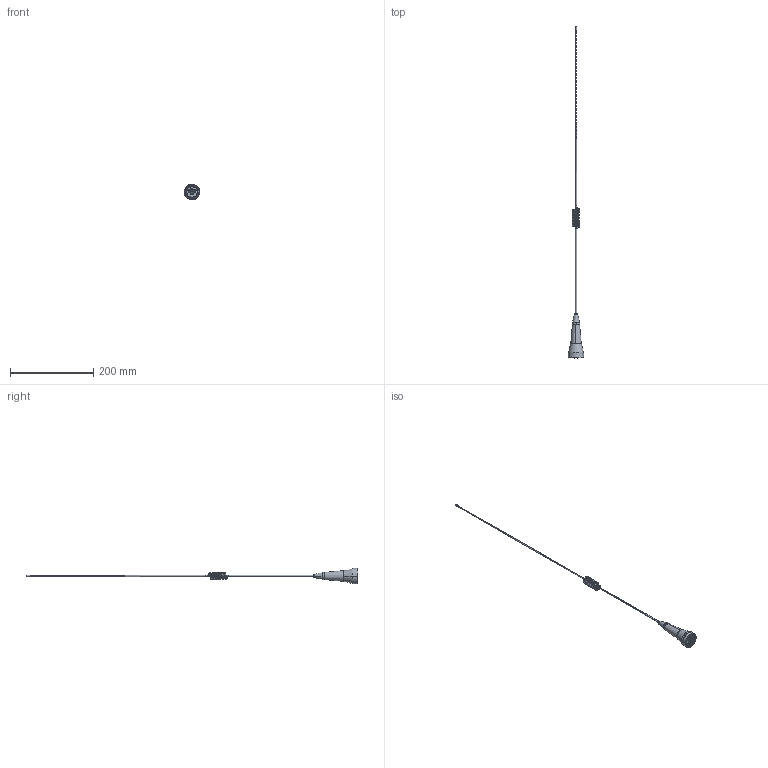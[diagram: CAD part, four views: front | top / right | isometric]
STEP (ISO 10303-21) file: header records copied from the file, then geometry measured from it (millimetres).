
FILE_DESCRIPTION (( 'STEP AP214' ), '1' );
FILE_NAME ('FM51MP1007_3D.step', '2023-01-17T21:11:17', ( '' ), ( '' ), 'SwSTEP 2.0', 'SolidWorks 2022', '' );
FILE_SCHEMA (( 'AUTOMOTIVE_DESIGN' ));
Length unit declared in the file: millimetre
Products named in the file (29): 7-00015_REV-A; 6-A145-02; 8-00005_Rev-A; 1-00008_REV-A; 2-00008_REV-A_EM2A-00024; EM6A-00005-Z00_REV-A; 5-00008_Rev-B; 6-00072_REV-1; 13-00021_92311A422; 9-00002_REV-A; 18-00010_REV-A; GS 4-5_REV-A; 6A-00002_REV-B; 3A-00003_REV-C; EMFLX3A-00002-REV-C; 7-00059_Rev-A; 7-00036_REV-B; GS 4-12_REV-A; 13-00015_REV-A_91420A118; 7A-00036_REV-B; FM51MP1007_3D; 7-00060_REV-A; EM2A-00015_REV-A_EM2A-00024; 7-00022_REV-B; 8-00006_REV-B; 13-00006_92313A820; 7-00014_REV-A; 6A-00021_REV-1; 3-00003_Rev-A_Installed
Assembly tree (28 placements, depth 4):
  FM51MP1007_3D
    EM2A-00015_REV-A_EM2A-00024
      2-00008_REV-A_EM2A-00024
      1-00008_REV-A
    EMFLX3A-00002-REV-C
      6A-00002_REV-B
        7-00014_REV-A
        6-A145-02
        7-00015_REV-A
      7A-00036_REV-B
        7-00036_REV-B
        13-00006_92313A820
        13-00021_92311A422
      GS 4-5_REV-A
      GS 4-12_REV-A
      18-00010_REV-A
    EM6A-00005-Z00_REV-A
      3A-00003_REV-C
        8-00005_Rev-A
        5-00008_Rev-B
        8-00006_REV-B
        7-00022_REV-B
        13-00015_REV-A_91420A118
        3-00003_Rev-A_Installed
      6A-00021_REV-1
        6-00072_REV-1
        7-00059_Rev-A
        7-00060_REV-A
      9-00002_REV-A
Bounding box: 36.91 x 798.09 x 36.91 mm (x, y, z)
Surface area: 36888.9 mm2 (no closed solid volume)
Topology: 0 solids, 21 shells, 1135 faces, 3065 edges, 1991 vertices
Faces by surface type: cylinder 517, bspline 265, plane 186, cone 167
Entity records: 87799 total; most frequent: CARTESIAN_POINT 48920, ORIENTED_EDGE 6098, DIRECTION 4511, EDGE_CURVE 3049, VERTEX_POINT 1991, AXIS2_PLACEMENT_3D 1753, EDGE_LOOP 1210, UNCERTAINTY_MEASURE_WITH_UNIT 1185
